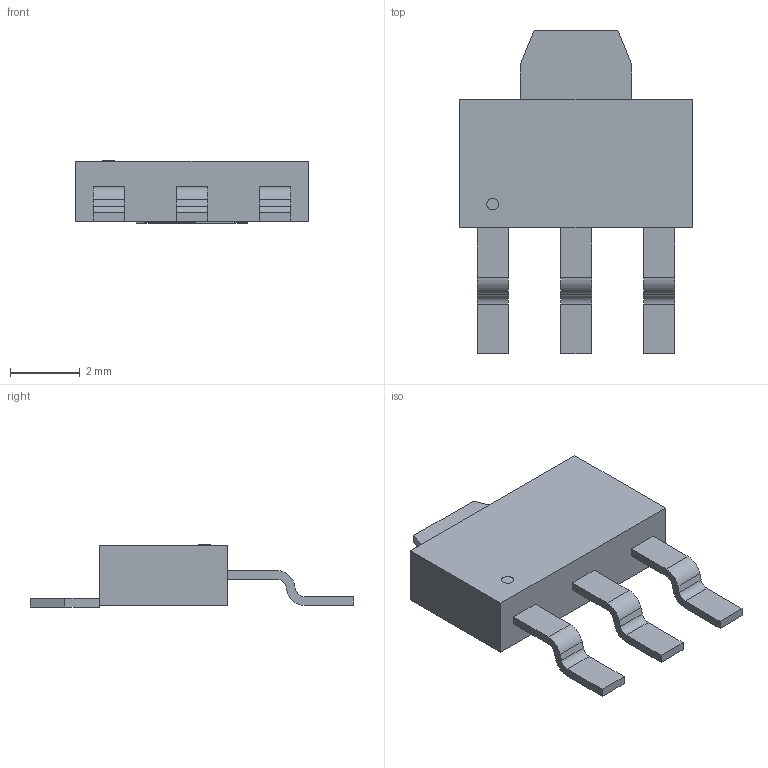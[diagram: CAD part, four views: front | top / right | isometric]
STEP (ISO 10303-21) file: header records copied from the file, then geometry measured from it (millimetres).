
FILE_DESCRIPTION(('STEP AP214'),'1');
FILE_NAME('SOT-223_3P7X6P7_ONS','2023-02-10T19:52:37',(''),(''),'','','');
FILE_SCHEMA(('AUTOMOTIVE_DESIGN'));
Length unit declared in the file: millimetre
Products named in the file (1): product
Bounding box: 6.68 x 9.27 x 1.78 mm (x, y, z)
Volume: 45.2 mm3; surface area: 126.9 mm2
Topology: 5 solids, 9 shells, 67 faces, 155 edges, 98 vertices
Faces by surface type: plane 54, cylinder 13
Full cylindrical faces by diameter (mm): 0.334 x1
Entity records: 1890 total; most frequent: ORIENTED_EDGE 328, DIRECTION 322, CARTESIAN_POINT 189, EDGE_CURVE 158, LINE 132, VECTOR 132, VERTEX_POINT 106, AXIS2_PLACEMENT_3D 95
